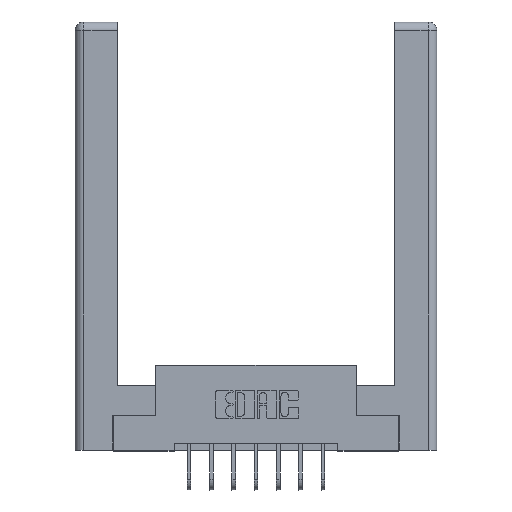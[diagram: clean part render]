
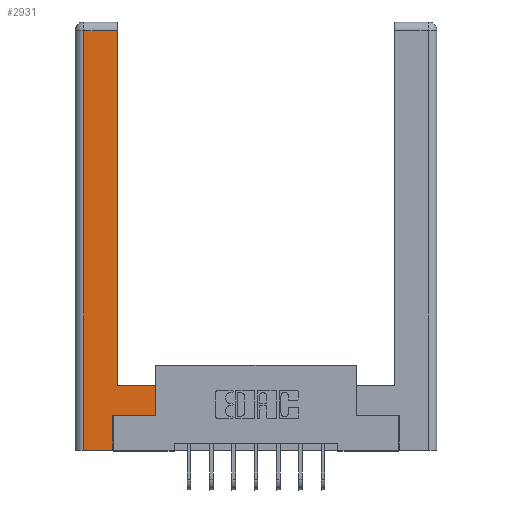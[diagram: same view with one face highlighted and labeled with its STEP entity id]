
A CAD part, top view. The second image highlights one B-rep face of the part: STEP entity #2931.
In plain terms, the highlighted planar face has unit normal (0, 0, 1).
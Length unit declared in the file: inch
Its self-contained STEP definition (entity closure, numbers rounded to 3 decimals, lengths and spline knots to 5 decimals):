
#420 = CARTESIAN_POINT ( 'NONE',  ( 0.565, 0.45, 0. ) ) ;
#607 = LINE ( 'NONE', #2942, #4963 ) ;
#642 = ORIENTED_EDGE ( 'NONE', *, *, #8333, .T. ) ;
#661 = ORIENTED_EDGE ( 'NONE', *, *, #7511, .T. ) ;
#761 = ORIENTED_EDGE ( 'NONE', *, *, #8302, .T. ) ;
#793 = DIRECTION ( 'NONE',  ( 0., 1., 0. ) ) ;
#865 = VECTOR ( 'NONE', #7320, 39.37008 ) ;
#1394 = DIRECTION ( 'NONE',  ( 0., 1., 0. ) ) ;
#1415 = LINE ( 'NONE', #420, #13620 ) ;
#1685 = LINE ( 'NONE', #13555, #8292 ) ;
#2189 = EDGE_CURVE ( 'NONE', #9082, #13581, #9579, .T. ) ;
#2383 = DIRECTION ( 'NONE',  ( 1., 0., 0. ) ) ;
#2431 = DIRECTION ( 'NONE',  ( 1., 0., 0. ) ) ;
#2471 = EDGE_CURVE ( 'NONE', #11553, #7328, #8869, .T. ) ;
#2539 = AXIS2_PLACEMENT_3D ( 'NONE', #11781, #5127, #9426 ) ;
#2931 = ADVANCED_FACE ( 'NONE', ( #9726 ), #8243, .F. ) ;
#2942 = CARTESIAN_POINT ( 'NONE',  ( 0.265, 0.245, 0. ) ) ;
#3584 = DIRECTION ( 'NONE',  ( -1., 0., 0. ) ) ;
#3641 = ORIENTED_EDGE ( 'NONE', *, *, #11958, .T. ) ;
#3935 = LINE ( 'NONE', #9555, #7905 ) ;
#4120 = DIRECTION ( 'NONE',  ( 0., 1., 0. ) ) ;
#4301 = EDGE_CURVE ( 'NONE', #9724, #11553, #1685, .T. ) ;
#4963 = VECTOR ( 'NONE', #4120, 39.37008 ) ;
#5127 = DIRECTION ( 'NONE',  ( 0., 0., -1. ) ) ;
#5186 = CARTESIAN_POINT ( 'NONE',  ( 0.0615, 0., 0. ) ) ;
#5987 = CARTESIAN_POINT ( 'NONE',  ( 0.265, 0., 0. ) ) ;
#6045 = VERTEX_POINT ( 'NONE', #10985 ) ;
#6190 = VERTEX_POINT ( 'NONE', #5987 ) ;
#6694 = CARTESIAN_POINT ( 'NONE',  ( 0.0615, 0., 0. ) ) ;
#6892 = CARTESIAN_POINT ( 'NONE',  ( 0.565, 0.245, 0. ) ) ;
#6930 = CARTESIAN_POINT ( 'NONE',  ( 0.295, 2.94, 0. ) ) ;
#7320 = DIRECTION ( 'NONE',  ( 0., -1., 0. ) ) ;
#7328 = VERTEX_POINT ( 'NONE', #6694 ) ;
#7351 = ORIENTED_EDGE ( 'NONE', *, *, #10896, .T. ) ;
#7511 = EDGE_CURVE ( 'NONE', #7328, #6190, #9513, .T. ) ;
#7905 = VECTOR ( 'NONE', #793, 39.37008 ) ;
#7967 = CARTESIAN_POINT ( 'NONE',  ( 0.0615, 2.94, 0. ) ) ;
#8073 = EDGE_LOOP ( 'NONE', ( #761, #9869, #13281, #661, #642, #11987, #7351, #3641 ) ) ;
#8243 = PLANE ( 'NONE',  #2539 ) ;
#8292 = VECTOR ( 'NONE', #3584, 39.37008 ) ;
#8302 = EDGE_CURVE ( 'NONE', #11348, #9724, #3935, .T. ) ;
#8333 = EDGE_CURVE ( 'NONE', #6190, #9082, #607, .T. ) ;
#8516 = LINE ( 'NONE', #13183, #14083 ) ;
#8869 = LINE ( 'NONE', #5186, #865 ) ;
#9082 = VERTEX_POINT ( 'NONE', #13731 ) ;
#9409 = VECTOR ( 'NONE', #2431, 39.37008 ) ;
#9426 = DIRECTION ( 'NONE',  ( -1., 0., 0. ) ) ;
#9513 = LINE ( 'NONE', #11227, #11416 ) ;
#9555 = CARTESIAN_POINT ( 'NONE',  ( 0.295, 3., 0. ) ) ;
#9579 = LINE ( 'NONE', #6892, #9409 ) ;
#9724 = VERTEX_POINT ( 'NONE', #6930 ) ;
#9726 = FACE_OUTER_BOUND ( 'NONE', #8073, .T. ) ;
#9869 = ORIENTED_EDGE ( 'NONE', *, *, #4301, .T. ) ;
#10896 = EDGE_CURVE ( 'NONE', #13581, #6045, #1415, .T. ) ;
#10985 = CARTESIAN_POINT ( 'NONE',  ( 0.565, 0.45, 0. ) ) ;
#11227 = CARTESIAN_POINT ( 'NONE',  ( 0.265, 0., 0. ) ) ;
#11348 = VERTEX_POINT ( 'NONE', #12436 ) ;
#11416 = VECTOR ( 'NONE', #2383, 39.37008 ) ;
#11553 = VERTEX_POINT ( 'NONE', #7967 ) ;
#11781 = CARTESIAN_POINT ( 'NONE',  ( 0., 0., 0. ) ) ;
#11958 = EDGE_CURVE ( 'NONE', #6045, #11348, #8516, .T. ) ;
#11987 = ORIENTED_EDGE ( 'NONE', *, *, #2189, .T. ) ;
#12436 = CARTESIAN_POINT ( 'NONE',  ( 0.295, 0.45, 0. ) ) ;
#13183 = CARTESIAN_POINT ( 'NONE',  ( 0.295, 0.45, 0. ) ) ;
#13281 = ORIENTED_EDGE ( 'NONE', *, *, #2471, .T. ) ;
#13333 = DIRECTION ( 'NONE',  ( -1., 0., 0. ) ) ;
#13555 = CARTESIAN_POINT ( 'NONE',  ( 0.0615, 2.94, 0. ) ) ;
#13581 = VERTEX_POINT ( 'NONE', #13836 ) ;
#13620 = VECTOR ( 'NONE', #1394, 39.37008 ) ;
#13731 = CARTESIAN_POINT ( 'NONE',  ( 0.265, 0.245, 0. ) ) ;
#13836 = CARTESIAN_POINT ( 'NONE',  ( 0.565, 0.245, 0. ) ) ;
#14083 = VECTOR ( 'NONE', #13333, 39.37008 ) ;
